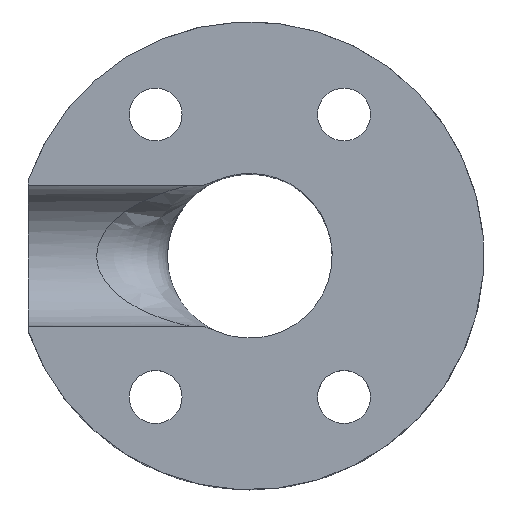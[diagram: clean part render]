
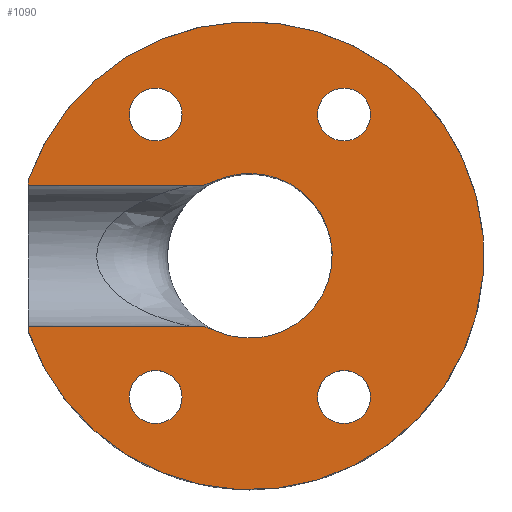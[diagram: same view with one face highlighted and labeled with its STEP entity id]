
A CAD part, top view. The second image highlights one B-rep face of the part: STEP entity #1090.
In plain terms, the highlighted face is planar.
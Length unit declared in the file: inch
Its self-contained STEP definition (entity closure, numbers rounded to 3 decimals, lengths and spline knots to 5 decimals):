
#7 = CARTESIAN_POINT ( 'NONE',  ( -0.375, 0., 1.20875 ) ) ;
#16 = VERTEX_POINT ( 'NONE', #349 ) ;
#19 = ORIENTED_EDGE ( 'NONE', *, *, #1386, .F. ) ;
#32 = CARTESIAN_POINT ( 'NONE',  ( -0.6095, 0., -0.46625 ) ) ;
#45 = CARTESIAN_POINT ( 'NONE',  ( -0.38893, 0., 0.23535 ) ) ;
#55 = VERTEX_POINT ( 'NONE', #788 ) ;
#61 = CARTESIAN_POINT ( 'NONE',  ( 0.42647, 0., 1.20875 ) ) ;
#69 = LINE ( 'NONE', #61, #1279 ) ;
#82 = DIRECTION ( 'NONE',  ( 0., -1., 0. ) ) ;
#104 = DIRECTION ( 'NONE',  ( 1., 0., 0. ) ) ;
#124 = EDGE_CURVE ( 'NONE', #928, #861, #525, .T. ) ;
#132 = EDGE_CURVE ( 'NONE', #197, #55, #69, .T. ) ;
#140 = CARTESIAN_POINT ( 'NONE',  ( 0.375, 0., 0.27778 ) ) ;
#148 = ORIENTED_EDGE ( 'NONE', *, *, #1162, .F. ) ;
#153 = CARTESIAN_POINT ( 'NONE',  ( 0.375, 0., 1.20875 ) ) ;
#166 = CARTESIAN_POINT ( 'NONE',  ( -0.375, 0., 0.27778 ) ) ;
#174 = B_SPLINE_CURVE_WITH_KNOTS ( 'NONE', 3,
 ( #820, #830, #1294, #140 ),
 .UNSPECIFIED., .F., .F.,
 ( 4, 4 ),
 ( 0., 0.0017 ),
 .UNSPECIFIED. ) ;
#197 = VERTEX_POINT ( 'NONE', #153 ) ;
#233 = CIRCLE ( 'NONE', #775, 1.2425 ) ;
#257 = EDGE_CURVE ( 'NONE', #1033, #352, #1420, .T. ) ;
#273 = DIRECTION ( 'NONE',  ( 1., 0., 0. ) ) ;
#297 = EDGE_LOOP ( 'NONE', ( #604 ) ) ;
#301 = AXIS2_PLACEMENT_3D ( 'NONE', #986, #424, #978 ) ;
#348 = AXIS2_PLACEMENT_3D ( 'NONE', #462, #1350, #921 ) ;
#349 = CARTESIAN_POINT ( 'NONE',  ( 0.8905, 0., -0.46625 ) ) ;
#352 = VERTEX_POINT ( 'NONE', #584 ) ;
#372 = CIRCLE ( 'NONE', #1180, 0.1405 ) ;
#393 = DIRECTION ( 'NONE',  ( 1., 0., 0. ) ) ;
#395 = EDGE_LOOP ( 'NONE', ( #853 ) ) ;
#420 = VECTOR ( 'NONE', #393, 39.37008 ) ;
#424 = DIRECTION ( 'NONE',  ( 0., -1., 0. ) ) ;
#436 = CARTESIAN_POINT ( 'NONE',  ( 0.75, 0., 0.53375 ) ) ;
#443 = VERTEX_POINT ( 'NONE', #614 ) ;
#444 = FACE_BOUND ( 'NONE', #1382, .T. ) ;
#451 = FACE_BOUND ( 'NONE', #395, .T. ) ;
#462 = CARTESIAN_POINT ( 'NONE',  ( 0., 0., 0.03375 ) ) ;
#467 = ORIENTED_EDGE ( 'NONE', *, *, #695, .F. ) ;
#472 = VERTEX_POINT ( 'NONE', #32 ) ;
#499 = CARTESIAN_POINT ( 'NONE',  ( 0., 0., 0.03375 ) ) ;
#509 = AXIS2_PLACEMENT_3D ( 'NONE', #904, #1097, #784 ) ;
#518 = EDGE_LOOP ( 'NONE', ( #467 ) ) ;
#525 = LINE ( 'NONE', #1293, #420 ) ;
#530 = DIRECTION ( 'NONE',  ( -1., 0., 0. ) ) ;
#539 = DIRECTION ( 'NONE',  ( 1., 0., 0. ) ) ;
#543 = EDGE_LOOP ( 'NONE', ( #19, #148, #975, #1391, #1006, #1324, #1000, #821 ) ) ;
#584 = CARTESIAN_POINT ( 'NONE',  ( -0.3982, 0., 0.21498 ) ) ;
#589 = EDGE_CURVE ( 'NONE', #966, #352, #1102, .T. ) ;
#604 = ORIENTED_EDGE ( 'NONE', *, *, #760, .F. ) ;
#614 = CARTESIAN_POINT ( 'NONE',  ( 0.375, 0., 0.27778 ) ) ;
#621 = CARTESIAN_POINT ( 'NONE',  ( -0.3982, 0., 0.21498 ) ) ;
#643 = CARTESIAN_POINT ( 'NONE',  ( 0.3982, 0., 0.21498 ) ) ;
#678 = PLANE ( 'NONE',  #348 ) ;
#695 = EDGE_CURVE ( 'NONE', #16, #16, #1327, .T. ) ;
#698 = AXIS2_PLACEMENT_3D ( 'NONE', #499, #981, #273 ) ;
#723 = CIRCLE ( 'NONE', #1471, 0.1405 ) ;
#760 = EDGE_CURVE ( 'NONE', #472, #472, #1015, .T. ) ;
#775 = AXIS2_PLACEMENT_3D ( 'NONE', #1328, #1214, #530 ) ;
#777 = CARTESIAN_POINT ( 'NONE',  ( -0.375, 0., 1.20875 ) ) ;
#783 = FACE_BOUND ( 'NONE', #297, .T. ) ;
#784 = DIRECTION ( 'NONE',  ( 1., 0., 0. ) ) ;
#788 = CARTESIAN_POINT ( 'NONE',  ( 0.40396, 0., 1.20875 ) ) ;
#800 = VECTOR ( 'NONE', #926, 39.37008 ) ;
#809 = EDGE_CURVE ( 'NONE', #55, #928, #233, .T. ) ;
#820 = CARTESIAN_POINT ( 'NONE',  ( 0.3982, 0., 0.21498 ) ) ;
#821 = ORIENTED_EDGE ( 'NONE', *, *, #132, .F. ) ;
#830 = CARTESIAN_POINT ( 'NONE',  ( 0.38893, 0., 0.23535 ) ) ;
#839 = CARTESIAN_POINT ( 'NONE',  ( -0.375, 0., 0.27778 ) ) ;
#840 = CARTESIAN_POINT ( 'NONE',  ( -0.38125, 0., 0.2563 ) ) ;
#842 = DIRECTION ( 'NONE',  ( 1., 0., 0. ) ) ;
#853 = ORIENTED_EDGE ( 'NONE', *, *, #1069, .F. ) ;
#861 = VERTEX_POINT ( 'NONE', #777 ) ;
#904 = CARTESIAN_POINT ( 'NONE',  ( -0.75, 0., -0.46625 ) ) ;
#907 = EDGE_CURVE ( 'NONE', #1146, #1146, #372, .T. ) ;
#921 = DIRECTION ( 'NONE',  ( 1., 0., 0. ) ) ;
#926 = DIRECTION ( 'NONE',  ( 0., 0., -1. ) ) ;
#928 = VERTEX_POINT ( 'NONE', #995 ) ;
#966 = VERTEX_POINT ( 'NONE', #839 ) ;
#975 = ORIENTED_EDGE ( 'NONE', *, *, #257, .T. ) ;
#978 = DIRECTION ( 'NONE',  ( 1., 0., 0. ) ) ;
#981 = DIRECTION ( 'NONE',  ( 0., 1., 0. ) ) ;
#986 = CARTESIAN_POINT ( 'NONE',  ( 0.75, 0., -0.46625 ) ) ;
#995 = CARTESIAN_POINT ( 'NONE',  ( -0.40396, 0., 1.20875 ) ) ;
#1000 = ORIENTED_EDGE ( 'NONE', *, *, #809, .F. ) ;
#1006 = ORIENTED_EDGE ( 'NONE', *, *, #1452, .F. ) ;
#1015 = CIRCLE ( 'NONE', #509, 0.1405 ) ;
#1021 = DIRECTION ( 'NONE',  ( 0., -1., 0. ) ) ;
#1033 = VERTEX_POINT ( 'NONE', #643 ) ;
#1053 = CARTESIAN_POINT ( 'NONE',  ( -0.6095, 0., 0.53375 ) ) ;
#1069 = EDGE_CURVE ( 'NONE', #1403, #1403, #723, .T. ) ;
#1090 = ADVANCED_FACE ( 'NONE', ( #783, #1245, #451, #444, #1474 ), #678, .F. ) ;
#1097 = DIRECTION ( 'NONE',  ( 0., -1., 0. ) ) ;
#1101 = CARTESIAN_POINT ( 'NONE',  ( 0.375, 0., 0.03375 ) ) ;
#1102 = B_SPLINE_CURVE_WITH_KNOTS ( 'NONE', 3,
 ( #166, #840, #45, #621 ),
 .UNSPECIFIED., .F., .F.,
 ( 4, 4 ),
 ( 0., 0.0017 ),
 .UNSPECIFIED. ) ;
#1106 = CARTESIAN_POINT ( 'NONE',  ( -0.75, 0., 0.53375 ) ) ;
#1112 = VECTOR ( 'NONE', #1436, 39.37008 ) ;
#1146 = VERTEX_POINT ( 'NONE', #1053 ) ;
#1162 = EDGE_CURVE ( 'NONE', #1033, #443, #174, .T. ) ;
#1166 = LINE ( 'NONE', #7, #800 ) ;
#1180 = AXIS2_PLACEMENT_3D ( 'NONE', #1106, #82, #539 ) ;
#1214 = DIRECTION ( 'NONE',  ( 0., 1., 0. ) ) ;
#1245 = FACE_BOUND ( 'NONE', #518, .T. ) ;
#1279 = VECTOR ( 'NONE', #842, 39.37008 ) ;
#1293 = CARTESIAN_POINT ( 'NONE',  ( 0.42647, 0., 1.20875 ) ) ;
#1294 = CARTESIAN_POINT ( 'NONE',  ( 0.38125, 0., 0.2563 ) ) ;
#1324 = ORIENTED_EDGE ( 'NONE', *, *, #124, .F. ) ;
#1327 = CIRCLE ( 'NONE', #301, 0.1405 ) ;
#1328 = CARTESIAN_POINT ( 'NONE',  ( 0., 0., 0.03375 ) ) ;
#1332 = LINE ( 'NONE', #1101, #1112 ) ;
#1350 = DIRECTION ( 'NONE',  ( 0., 1., 0. ) ) ;
#1380 = CARTESIAN_POINT ( 'NONE',  ( 0.8905, 0., 0.53375 ) ) ;
#1382 = EDGE_LOOP ( 'NONE', ( #1413 ) ) ;
#1386 = EDGE_CURVE ( 'NONE', #443, #197, #1332, .T. ) ;
#1391 = ORIENTED_EDGE ( 'NONE', *, *, #589, .F. ) ;
#1403 = VERTEX_POINT ( 'NONE', #1380 ) ;
#1413 = ORIENTED_EDGE ( 'NONE', *, *, #907, .F. ) ;
#1420 = CIRCLE ( 'NONE', #698, 0.4375 ) ;
#1436 = DIRECTION ( 'NONE',  ( 0., 0., 1. ) ) ;
#1452 = EDGE_CURVE ( 'NONE', #861, #966, #1166, .T. ) ;
#1471 = AXIS2_PLACEMENT_3D ( 'NONE', #436, #1021, #104 ) ;
#1474 = FACE_OUTER_BOUND ( 'NONE', #543, .T. ) ;
